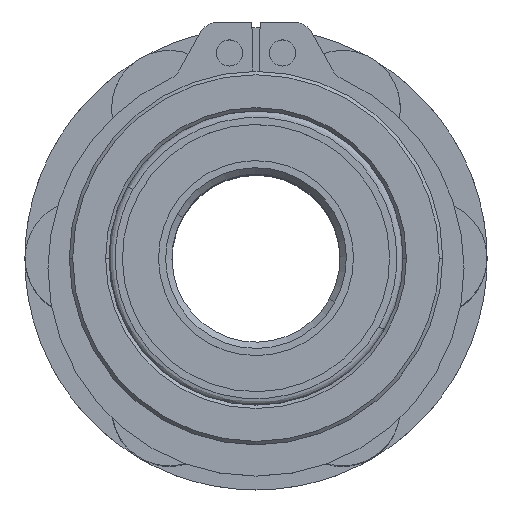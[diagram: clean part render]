
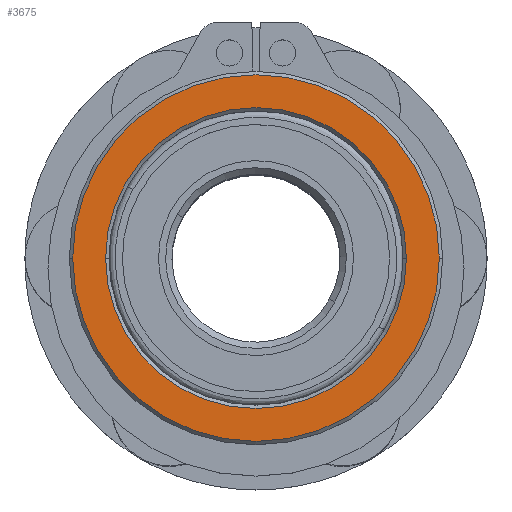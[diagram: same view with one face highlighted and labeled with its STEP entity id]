
A CAD part, top view. The second image highlights one B-rep face of the part: STEP entity #3675.
In plain terms, the highlighted planar face has unit normal (0, 0, 1).
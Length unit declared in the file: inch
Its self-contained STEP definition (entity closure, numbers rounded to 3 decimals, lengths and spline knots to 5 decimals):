
#191 = DIRECTION ( 'NONE',  ( 1., 0., 0. ) ) ;
#233 = DIRECTION ( 'NONE',  ( 0., 0., 1. ) ) ;
#263 = EDGE_CURVE ( 'NONE', #4374, #515, #2440, .T. ) ;
#435 = EDGE_CURVE ( 'NONE', #1154, #3846, #3259, .T. ) ;
#515 = VERTEX_POINT ( 'NONE', #3570 ) ;
#808 = CARTESIAN_POINT ( 'NONE',  ( -0.54539, 0., 1.875 ) ) ;
#964 = DIRECTION ( 'NONE',  ( 0., 0., -1. ) ) ;
#1136 = AXIS2_PLACEMENT_3D ( 'NONE', #2663, #4187, #4130 ) ;
#1142 = DIRECTION ( 'NONE',  ( 1., 0., 0. ) ) ;
#1154 = VERTEX_POINT ( 'NONE', #808 ) ;
#1304 = EDGE_LOOP ( 'NONE', ( #3202, #2297 ) ) ;
#1378 = DIRECTION ( 'NONE',  ( 1., 0., 0. ) ) ;
#1467 = CARTESIAN_POINT ( 'NONE',  ( 0., 0., 1.875 ) ) ;
#1538 = EDGE_CURVE ( 'NONE', #515, #4374, #2990, .T. ) ;
#1875 = PLANE ( 'NONE',  #2421 ) ;
#1879 = EDGE_LOOP ( 'NONE', ( #3893, #3256 ) ) ;
#1901 = CARTESIAN_POINT ( 'NONE',  ( 0.54539, 0., 1.875 ) ) ;
#1961 = AXIS2_PLACEMENT_3D ( 'NONE', #1467, #2563, #191 ) ;
#2297 = ORIENTED_EDGE ( 'NONE', *, *, #263, .T. ) ;
#2421 = AXIS2_PLACEMENT_3D ( 'NONE', #2535, #4054, #1142 ) ;
#2440 = CIRCLE ( 'NONE', #1136, 0.4475 ) ;
#2535 = CARTESIAN_POINT ( 'NONE',  ( 0., 0., 1.875 ) ) ;
#2563 = DIRECTION ( 'NONE',  ( 0., 0., 1. ) ) ;
#2578 = AXIS2_PLACEMENT_3D ( 'NONE', #3168, #233, #3510 ) ;
#2663 = CARTESIAN_POINT ( 'NONE',  ( 0., 0., 1.875 ) ) ;
#2790 = CARTESIAN_POINT ( 'NONE',  ( 0., 0., 1.875 ) ) ;
#2990 = CIRCLE ( 'NONE', #3634, 0.4475 ) ;
#3168 = CARTESIAN_POINT ( 'NONE',  ( 0., 0., 1.875 ) ) ;
#3202 = ORIENTED_EDGE ( 'NONE', *, *, #1538, .T. ) ;
#3256 = ORIENTED_EDGE ( 'NONE', *, *, #4275, .T. ) ;
#3259 = CIRCLE ( 'NONE', #2578, 0.54539 ) ;
#3510 = DIRECTION ( 'NONE',  ( 1., 0., 0. ) ) ;
#3570 = CARTESIAN_POINT ( 'NONE',  ( 0.4475, 0., 1.875 ) ) ;
#3634 = AXIS2_PLACEMENT_3D ( 'NONE', #2790, #964, #1378 ) ;
#3675 = ADVANCED_FACE ( 'NONE', ( #4363, #4031 ), #1875, .T. ) ;
#3846 = VERTEX_POINT ( 'NONE', #1901 ) ;
#3893 = ORIENTED_EDGE ( 'NONE', *, *, #435, .T. ) ;
#3953 = CARTESIAN_POINT ( 'NONE',  ( -0.4475, 0., 1.875 ) ) ;
#4031 = FACE_BOUND ( 'NONE', #1304, .T. ) ;
#4054 = DIRECTION ( 'NONE',  ( 0., 0., 1. ) ) ;
#4130 = DIRECTION ( 'NONE',  ( 1., 0., 0. ) ) ;
#4187 = DIRECTION ( 'NONE',  ( 0., 0., -1. ) ) ;
#4198 = CIRCLE ( 'NONE', #1961, 0.54539 ) ;
#4275 = EDGE_CURVE ( 'NONE', #3846, #1154, #4198, .T. ) ;
#4363 = FACE_OUTER_BOUND ( 'NONE', #1879, .T. ) ;
#4374 = VERTEX_POINT ( 'NONE', #3953 ) ;
